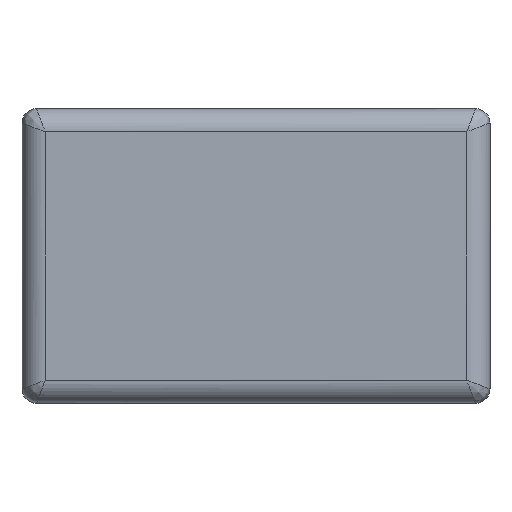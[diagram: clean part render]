
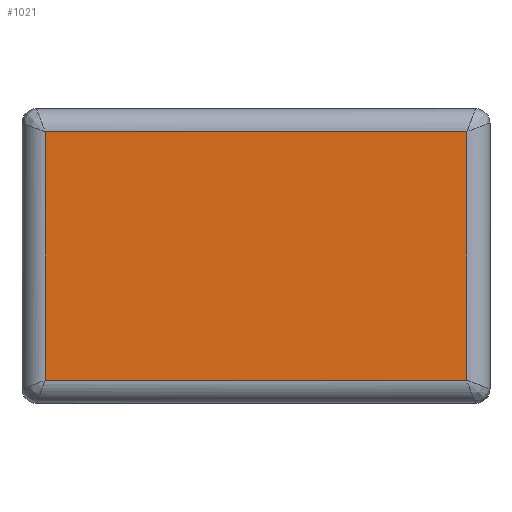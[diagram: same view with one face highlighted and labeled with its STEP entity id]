
A CAD part, left-side view. The second image highlights one B-rep face of the part: STEP entity #1021.
In plain terms, the highlighted planar face has unit normal (-1, 0, 0).
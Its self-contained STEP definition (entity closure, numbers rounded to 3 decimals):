
#98 = DIRECTION ( 'NONE',  ( 0., 0., 1. ) ) ;
#214 = DIRECTION ( 'NONE',  ( 0., 0., -1. ) ) ;
#230 = EDGE_CURVE ( 'NONE', #1952, #250, #331, .T. ) ;
#250 = VERTEX_POINT ( 'NONE', #618 ) ;
#311 = CARTESIAN_POINT ( 'NONE',  ( -1.6, -0.73, 1.02 ) ) ;
#331 = LINE ( 'NONE', #1804, #1841 ) ;
#423 = CARTESIAN_POINT ( 'NONE',  ( -1.6, -0.81, 1.02 ) ) ;
#480 = LINE ( 'NONE', #1801, #1433 ) ;
#536 = DIRECTION ( 'NONE',  ( 0., 0., -1. ) ) ;
#618 = CARTESIAN_POINT ( 'NONE',  ( -1.6, -0.73, 0.08 ) ) ;
#700 = LINE ( 'NONE', #311, #1616 ) ;
#925 = DIRECTION ( 'NONE',  ( 0., 1., 0. ) ) ;
#986 = PLANE ( 'NONE',  #1752 ) ;
#1021 = ADVANCED_FACE ( 'NONE', ( #1851 ), #986, .F. ) ;
#1081 = LINE ( 'NONE', #1980, #2649 ) ;
#1103 = EDGE_CURVE ( 'NONE', #1248, #1458, #1081, .T. ) ;
#1155 = CARTESIAN_POINT ( 'NONE',  ( -1.6, 0.73, 0.08 ) ) ;
#1225 = CARTESIAN_POINT ( 'NONE',  ( -1.6, -0.73, 0.94 ) ) ;
#1248 = VERTEX_POINT ( 'NONE', #1225 ) ;
#1360 = DIRECTION ( 'NONE',  ( 0., -1., 0. ) ) ;
#1433 = VECTOR ( 'NONE', #536, 1000. ) ;
#1458 = VERTEX_POINT ( 'NONE', #2595 ) ;
#1529 = ORIENTED_EDGE ( 'NONE', *, *, #230, .T. ) ;
#1616 = VECTOR ( 'NONE', #98, 1000. ) ;
#1637 = EDGE_CURVE ( 'NONE', #1458, #1952, #480, .T. ) ;
#1691 = EDGE_CURVE ( 'NONE', #250, #1248, #700, .T. ) ;
#1752 = AXIS2_PLACEMENT_3D ( 'NONE', #423, #2375, #214 ) ;
#1770 = ORIENTED_EDGE ( 'NONE', *, *, #1691, .T. ) ;
#1801 = CARTESIAN_POINT ( 'NONE',  ( -1.6, 0.73, 1.02 ) ) ;
#1804 = CARTESIAN_POINT ( 'NONE',  ( -1.6, 0., 0.08 ) ) ;
#1841 = VECTOR ( 'NONE', #1360, 1000. ) ;
#1851 = FACE_OUTER_BOUND ( 'NONE', #2026, .T. ) ;
#1952 = VERTEX_POINT ( 'NONE', #1155 ) ;
#1980 = CARTESIAN_POINT ( 'NONE',  ( -1.6, -0.81, 0.94 ) ) ;
#2003 = ORIENTED_EDGE ( 'NONE', *, *, #1637, .T. ) ;
#2016 = ORIENTED_EDGE ( 'NONE', *, *, #1103, .T. ) ;
#2026 = EDGE_LOOP ( 'NONE', ( #2003, #1529, #1770, #2016 ) ) ;
#2375 = DIRECTION ( 'NONE',  ( 1., 0., 0. ) ) ;
#2595 = CARTESIAN_POINT ( 'NONE',  ( -1.6, 0.73, 0.94 ) ) ;
#2649 = VECTOR ( 'NONE', #925, 1000. ) ;
